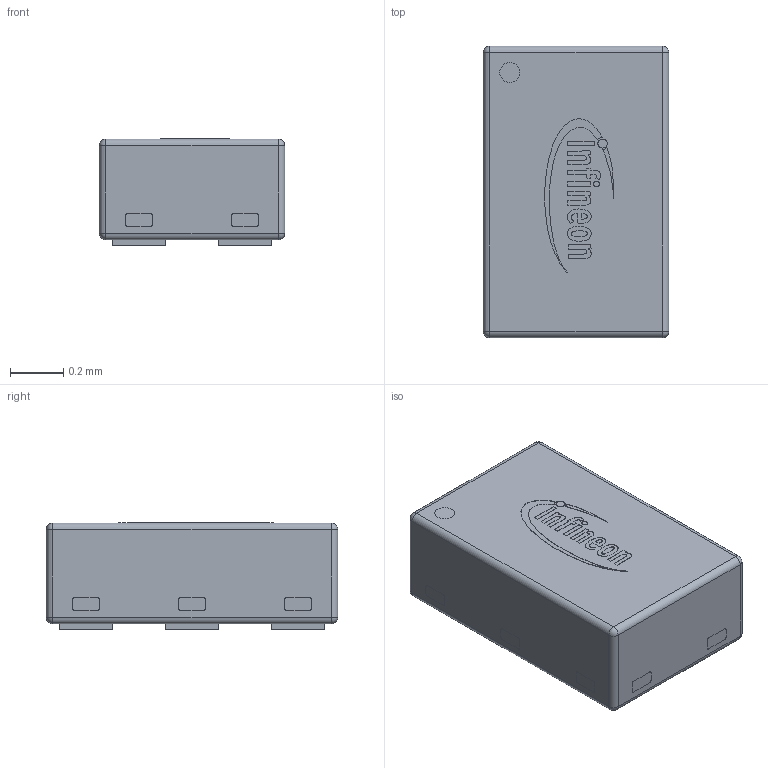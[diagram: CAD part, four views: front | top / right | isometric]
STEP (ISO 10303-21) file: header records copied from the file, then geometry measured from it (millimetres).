
FILE_DESCRIPTION (( 'STEP AP214' ), '1' );
FILE_NAME ('BGA824N6E6327XTSA1.STEP', '2022-10-20T14:23:52', ( '' ), ( '' ), 'SwSTEP 2.0', 'SolidWorks 2022', '' );
FILE_SCHEMA (( 'AUTOMOTIVE_DESIGN' ));
Length unit declared in the file: millimetre
Products named in the file (3): BGA824N6E6327XTSA1; Infineon_Logo_1.4mm-LAPTOP-NQA1DCQ3
Assembly tree (2 placements, depth 2):
  BGA824N6E6327XTSA1
    BGA824N6E6327XTSA1
    Infineon_Logo_1.4mm-LAPTOP-NQA1DCQ3
Bounding box: 0.7 x 1.1 x 0.4 mm (x, y, z)
Volume: 0.3 mm3; surface area: 6 mm2
Topology: 31 solids, 31 shells, 656 faces, 1715 edges, 1098 vertices
Faces by surface type: plane 316, cylinder 249, bspline 83, sphere 8
Entity records: 22454 total; most frequent: CARTESIAN_POINT 4829, ORIENTED_EDGE 3414, DIRECTION 2907, EDGE_CURVE 1707, LINE 1139, VECTOR 1139, VERTEX_POINT 1098, AXIS2_PLACEMENT_3D 884
